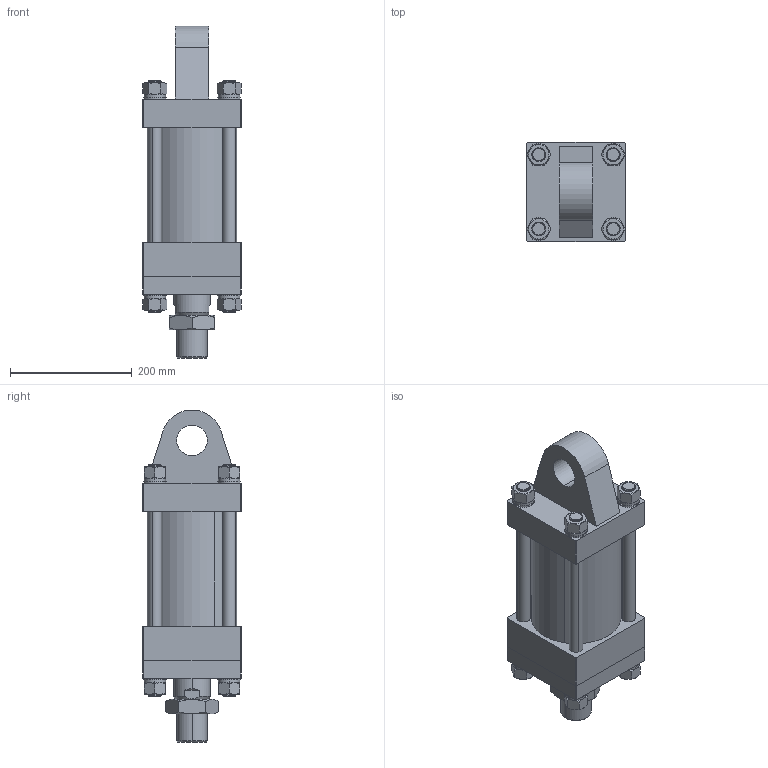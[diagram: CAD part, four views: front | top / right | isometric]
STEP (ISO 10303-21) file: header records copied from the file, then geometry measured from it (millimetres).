
FILE_DESCRIPTION (( 'STEP AP203' ), '1' );
FILE_NAME ('HOB-125-60-100-CA.STEP', '2021-04-27T07:58:32', ( '微软用户' ), ( '微软中国' ), 'SwSTEP 2.0', 'SolidWorks 2012', '' );
FILE_SCHEMA (( 'CONFIG_CONTROL_DESIGN' ));
Length unit declared in the file: millimetre
Products named in the file (12): HOB-125-60-100掛极; M22^HOB-125-60-100-CA; HOB-125-60-100-CA綴裔; HOB-125-60-100前盖; hex nuts 1-fine pitch-grades ab gb_GB_FASTENER_NUT_SNAB1XY  B M22X1.5-N; HOB-125-60-100活塞杆; HOB-125-60-100嶺裝; single coil lock washers light type gb_GB_FASTENER_WASHER_SSWL 22; plain washers--product grade c gb_GB_FASTENER_WASHER_SMWC 20; hex thin nuts-grades ab-chamfered gb_GB_FASTENER_NUT_STNAB  B M48-N; HOB-125-60-100楊擘; HOB-125-60-100-CA
Assembly tree (21 placements, depth 3):
  HOB-125-60-100-CA
    HOB-125-60-100掛极
    HOB-125-60-100-CA綴裔
    HOB-125-60-100前盖
    HOB-125-60-100活塞杆
    HOB-125-60-100嶺裝  x4
    M22^HOB-125-60-100-CA  x8
      single coil lock washers light type gb_GB_FASTENER_WASHER_SSWL 22
      plain washers--product grade c gb_GB_FASTENER_WASHER_SMWC 20
      hex nuts 1-fine pitch-grades ab gb_GB_FASTENER_NUT_SNAB1XY  B M22X1.5-N
    hex thin nuts-grades ab-chamfered gb_GB_FASTENER_NUT_STNAB  B M48-N
    HOB-125-60-100楊擘
Bounding box: 162 x 162 x 544.82 mm (x, y, z)
Volume: 6860336.1 mm3; surface area: 805695 mm2
Topology: 34 solids, 34 shells, 470 faces, 1053 edges, 660 vertices
Faces by surface type: plane 179, cylinder 165, cone 114, torus 12
Entity records: 8071 total; most frequent: CARTESIAN_POINT 1582, DIRECTION 1121, ORIENTED_EDGE 958, EDGE_CURVE 479, AXIS2_PLACEMENT_3D 449, VERTEX_POINT 300, EDGE_LOOP 259, VECTOR 223
